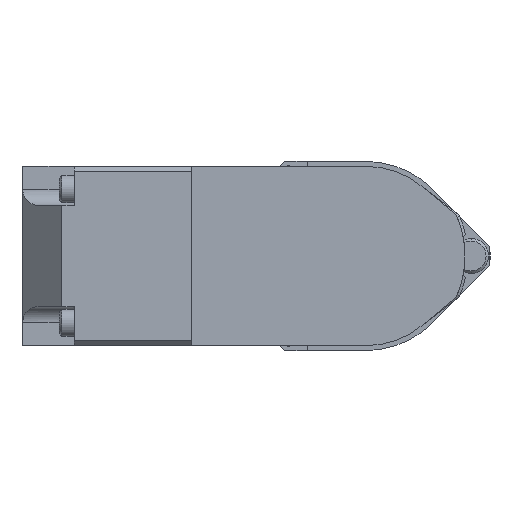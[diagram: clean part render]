
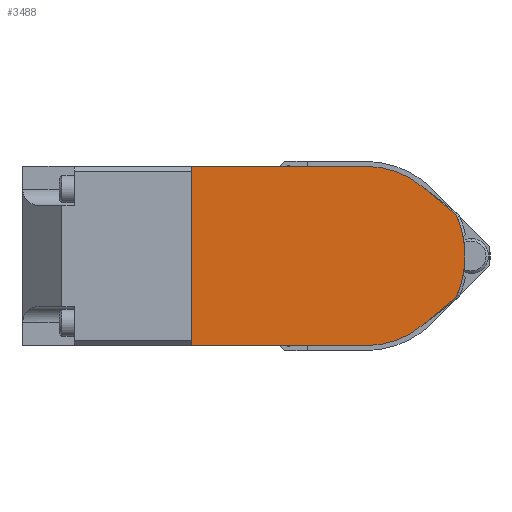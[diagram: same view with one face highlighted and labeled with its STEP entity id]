
A CAD part, left-side view. The second image highlights one B-rep face of the part: STEP entity #3488.
In plain terms, the highlighted planar face has unit normal (-1, 0, 0).
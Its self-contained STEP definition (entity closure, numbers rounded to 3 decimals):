
#224 = LINE ( 'NONE', #9593, #11654 ) ;
#225 = DIRECTION ( 'NONE',  ( 0., 0., 1. ) ) ;
#483 = EDGE_CURVE ( 'NONE', #12865, #14165, #224, .T. ) ;
#538 = CARTESIAN_POINT ( 'NONE',  ( -281., -0.004, 18.003 ) ) ;
#1602 = EDGE_CURVE ( 'NONE', #3630, #6314, #2653, .T. ) ;
#1620 = EDGE_CURVE ( 'NONE', #10602, #12865, #5338, .T. ) ;
#1775 = DIRECTION ( 'NONE',  ( -1., 0., 0. ) ) ;
#2141 = EDGE_LOOP ( 'NONE', ( #6376, #4648, #6703, #3276, #2758, #11735, #3221, #6121 ) ) ;
#2458 = DIRECTION ( 'NONE',  ( -1., 0., 0. ) ) ;
#2547 = VERTEX_POINT ( 'NONE', #5009 ) ;
#2653 = CIRCLE ( 'NONE', #6453, 18. ) ;
#2758 = ORIENTED_EDGE ( 'NONE', *, *, #4143, .T. ) ;
#3221 = ORIENTED_EDGE ( 'NONE', *, *, #1602, .T. ) ;
#3276 = ORIENTED_EDGE ( 'NONE', *, *, #13312, .T. ) ;
#3313 = LINE ( 'NONE', #8073, #9029 ) ;
#3481 = DIRECTION ( 'NONE',  ( 0., 1., 0. ) ) ;
#3488 = ADVANCED_FACE ( 'NONE', ( #6574 ), #12016, .T. ) ;
#3630 = VERTEX_POINT ( 'NONE', #7858 ) ;
#3671 = CARTESIAN_POINT ( 'NONE',  ( -281., 34.996, -18.003 ) ) ;
#3854 = VERTEX_POINT ( 'NONE', #3671 ) ;
#4091 = EDGE_CURVE ( 'NONE', #3854, #3630, #13914, .T. ) ;
#4143 = EDGE_CURVE ( 'NONE', #2547, #3854, #10488, .T. ) ;
#4164 = CARTESIAN_POINT ( 'NONE',  ( -281., 34.996, -18.003 ) ) ;
#4249 = CARTESIAN_POINT ( 'NONE',  ( -281., 34.996, 18.003 ) ) ;
#4648 = ORIENTED_EDGE ( 'NONE', *, *, #483, .T. ) ;
#5009 = CARTESIAN_POINT ( 'NONE',  ( -281., 34.996, 18.003 ) ) ;
#5338 = CIRCLE ( 'NONE', #7985, 20. ) ;
#5425 = DIRECTION ( 'NONE',  ( 0., -0.766, 0.643 ) ) ;
#5494 = DIRECTION ( 'NONE',  ( 0., 0.766, 0.643 ) ) ;
#5931 = DIRECTION ( 'NONE',  ( -1., 0., 0. ) ) ;
#6121 = ORIENTED_EDGE ( 'NONE', *, *, #12748, .T. ) ;
#6314 = VERTEX_POINT ( 'NONE', #6824 ) ;
#6332 = CARTESIAN_POINT ( 'NONE',  ( -281., -0.004, 0. ) ) ;
#6376 = ORIENTED_EDGE ( 'NONE', *, *, #1620, .T. ) ;
#6453 = AXIS2_PLACEMENT_3D ( 'NONE', #9319, #2458, #10448 ) ;
#6574 = FACE_OUTER_BOUND ( 'NONE', #2141, .T. ) ;
#6598 = CIRCLE ( 'NONE', #14558, 18. ) ;
#6703 = ORIENTED_EDGE ( 'NONE', *, *, #7216, .T. ) ;
#6824 = CARTESIAN_POINT ( 'NONE',  ( -281., -11.57, -13.795 ) ) ;
#7071 = DIRECTION ( 'NONE',  ( -1., 0., 0. ) ) ;
#7099 = VECTOR ( 'NONE', #12223, 1000. ) ;
#7216 = EDGE_CURVE ( 'NONE', #14165, #12537, #6598, .T. ) ;
#7410 = AXIS2_PLACEMENT_3D ( 'NONE', #6332, #1775, #9765 ) ;
#7537 = DIRECTION ( 'NONE',  ( 0., -1., 0. ) ) ;
#7858 = CARTESIAN_POINT ( 'NONE',  ( -281., -0.004, -18.003 ) ) ;
#7985 = AXIS2_PLACEMENT_3D ( 'NONE', #12760, #5931, #13928 ) ;
#8073 = CARTESIAN_POINT ( 'NONE',  ( -281., -0.004, 18.003 ) ) ;
#9029 = VECTOR ( 'NONE', #3481, 1000. ) ;
#9319 = CARTESIAN_POINT ( 'NONE',  ( -281., -0.004, -0.003 ) ) ;
#9593 = CARTESIAN_POINT ( 'NONE',  ( -281., -18.25, 8.19 ) ) ;
#9765 = DIRECTION ( 'NONE',  ( 0., 0., 1. ) ) ;
#10448 = DIRECTION ( 'NONE',  ( 0., 0., 1. ) ) ;
#10488 = LINE ( 'NONE', #4249, #7099 ) ;
#10602 = VERTEX_POINT ( 'NONE', #12177 ) ;
#11180 = LINE ( 'NONE', #13423, #13527 ) ;
#11362 = CARTESIAN_POINT ( 'NONE',  ( -281., -18.25, 8.19 ) ) ;
#11654 = VECTOR ( 'NONE', #5494, 1000. ) ;
#11735 = ORIENTED_EDGE ( 'NONE', *, *, #4091, .T. ) ;
#11825 = CARTESIAN_POINT ( 'NONE',  ( -281., -11.57, 13.795 ) ) ;
#12016 = PLANE ( 'NONE',  #7410 ) ;
#12177 = CARTESIAN_POINT ( 'NONE',  ( -281., -18.25, -8.19 ) ) ;
#12223 = DIRECTION ( 'NONE',  ( 0., 0., -1. ) ) ;
#12537 = VERTEX_POINT ( 'NONE', #538 ) ;
#12748 = EDGE_CURVE ( 'NONE', #6314, #10602, #11180, .T. ) ;
#12760 = CARTESIAN_POINT ( 'NONE',  ( -281., -0.004, 0. ) ) ;
#12865 = VERTEX_POINT ( 'NONE', #11362 ) ;
#13312 = EDGE_CURVE ( 'NONE', #12537, #2547, #3313, .T. ) ;
#13423 = CARTESIAN_POINT ( 'NONE',  ( -281., -11.57, -13.795 ) ) ;
#13527 = VECTOR ( 'NONE', #5425, 1000. ) ;
#13914 = LINE ( 'NONE', #4164, #14256 ) ;
#13928 = DIRECTION ( 'NONE',  ( 0., 0., 1. ) ) ;
#13929 = CARTESIAN_POINT ( 'NONE',  ( -281., -0.004, 0.003 ) ) ;
#14165 = VERTEX_POINT ( 'NONE', #11825 ) ;
#14256 = VECTOR ( 'NONE', #7537, 1000. ) ;
#14558 = AXIS2_PLACEMENT_3D ( 'NONE', #13929, #7071, #225 ) ;
